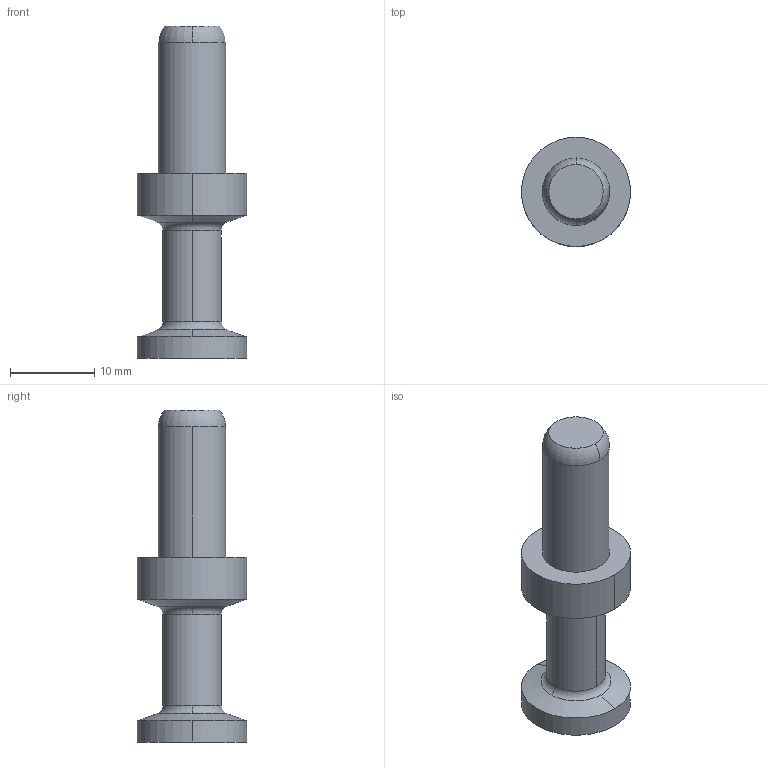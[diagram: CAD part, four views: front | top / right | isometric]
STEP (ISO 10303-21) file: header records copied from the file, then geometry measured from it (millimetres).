
FILE_DESCRIPTION(('Creo Elements/Direct Modeling STEP Export'),'2;1');
FILE_NAME('0lndrr03rh6il9k3856','2015-07-02T13:10:42',(''),(''),'Creo Elements/Direct Modeling STEP processor for AP214 (Solid Model)','Creo Elements/Direct Modeling 18.1F 24-Jul-2014 (C) Parametric Technology GmbH','');
FILE_SCHEMA(('AUTOMOTIVE_DESIGN { 1 0 10303 214 1 1 1 1 }'));
Length unit declared in the file: millimetre
Products named in the file (1): CGMA_10
Bounding box: 13 x 13 x 39.5 mm (x, y, z)
Volume: 2250.7 mm3; surface area: 1665.1 mm2
Topology: 1 solids, 1 shells, 29 faces, 72 edges, 45 vertices
Faces by surface type: cylinder 12, cone 8, torus 6, plane 3
Entity records: 1275 total; most frequent: CARTESIAN_POINT 620, ORIENTED_EDGE 140, DIRECTION 126, EDGE_CURVE 70, AXIS2_PLACEMENT_3D 53, VERTEX_POINT 45, EDGE_LOOP 33, FACE_OUTER_BOUND 29
